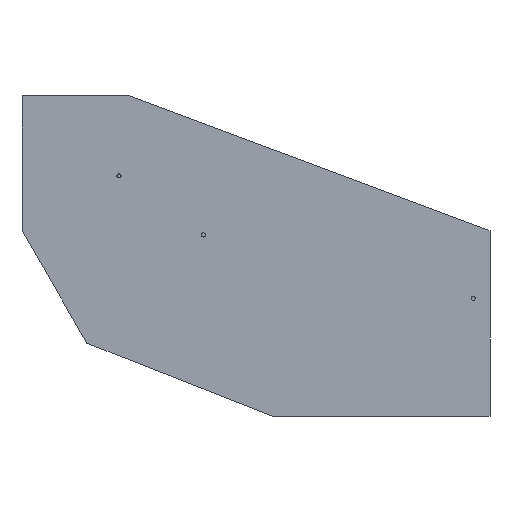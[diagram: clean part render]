
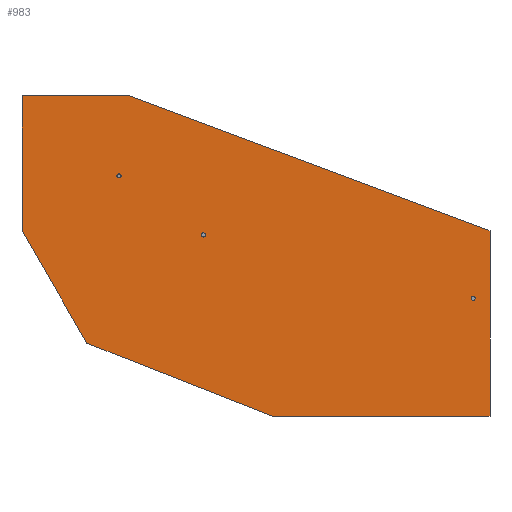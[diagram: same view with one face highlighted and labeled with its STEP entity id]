
A CAD part, front view. The second image highlights one B-rep face of the part: STEP entity #983.
In plain terms, the highlighted planar face has unit normal (0, -1, 0).
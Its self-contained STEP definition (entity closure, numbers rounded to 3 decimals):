
#34=FACE_BOUND('',#331,.T.);
#35=FACE_BOUND('',#332,.T.);
#36=FACE_BOUND('',#333,.T.);
#97=LINE('',#1779,#163);
#105=LINE('',#1801,#171);
#108=LINE('',#1807,#174);
#111=LINE('',#1812,#177);
#112=LINE('',#1815,#178);
#114=LINE('',#1818,#180);
#118=LINE('',#1832,#184);
#163=VECTOR('',#1479,10.);
#171=VECTOR('',#1497,10.);
#174=VECTOR('',#1502,10.);
#177=VECTOR('',#1507,10.);
#178=VECTOR('',#1510,10.);
#180=VECTOR('',#1514,10.);
#184=VECTOR('',#1532,10.);
#273=FACE_OUTER_BOUND('',#330,.T.);
#330=EDGE_LOOP('',(#899,#900,#901,#902,#903,#904,#905));
#331=EDGE_LOOP('',(#906));
#332=EDGE_LOOP('',(#907));
#333=EDGE_LOOP('',(#908));
#404=CIRCLE('',#1195,2.5);
#405=CIRCLE('',#1197,2.5);
#406=CIRCLE('',#1199,2.5);
#481=VERTEX_POINT('',#1776);
#482=VERTEX_POINT('',#1778);
#491=VERTEX_POINT('',#1800);
#492=VERTEX_POINT('',#1804);
#493=VERTEX_POINT('',#1806);
#494=VERTEX_POINT('',#1810);
#495=VERTEX_POINT('',#1814);
#496=VERTEX_POINT('',#1820);
#497=VERTEX_POINT('',#1824);
#498=VERTEX_POINT('',#1828);
#609=EDGE_CURVE('',#481,#482,#97,.T.);
#620=EDGE_CURVE('',#491,#482,#105,.T.);
#623=EDGE_CURVE('',#493,#492,#108,.T.);
#626=EDGE_CURVE('',#481,#494,#111,.T.);
#627=EDGE_CURVE('',#495,#491,#112,.T.);
#629=EDGE_CURVE('',#494,#493,#114,.T.);
#630=EDGE_CURVE('',#496,#496,#404,.T.);
#632=EDGE_CURVE('',#497,#497,#405,.T.);
#634=EDGE_CURVE('',#498,#498,#406,.T.);
#636=EDGE_CURVE('',#492,#495,#118,.T.);
#899=ORIENTED_EDGE('',*,*,#609,.F.);
#900=ORIENTED_EDGE('',*,*,#626,.T.);
#901=ORIENTED_EDGE('',*,*,#629,.T.);
#902=ORIENTED_EDGE('',*,*,#623,.T.);
#903=ORIENTED_EDGE('',*,*,#636,.T.);
#904=ORIENTED_EDGE('',*,*,#627,.T.);
#905=ORIENTED_EDGE('',*,*,#620,.T.);
#906=ORIENTED_EDGE('',*,*,#630,.T.);
#907=ORIENTED_EDGE('',*,*,#632,.T.);
#908=ORIENTED_EDGE('',*,*,#634,.T.);
#929=PLANE('',#1200);
#983=ADVANCED_FACE('',(#273,#34,#35,#36),#929,.T.);
#1195=AXIS2_PLACEMENT_3D('',#1821,#1517,#1518);
#1197=AXIS2_PLACEMENT_3D('',#1825,#1522,#1523);
#1199=AXIS2_PLACEMENT_3D('',#1829,#1527,#1528);
#1200=AXIS2_PLACEMENT_3D('',#1831,#1530,#1531);
#1479=DIRECTION('',(-0.931,0.,0.366));
#1497=DIRECTION('',(0.5,0.,-0.866));
#1502=DIRECTION('',(-0.937,0.,0.351));
#1507=DIRECTION('',(1.,0.,0.));
#1510=DIRECTION('',(0.,0.,-1.));
#1514=DIRECTION('',(0.,0.,1.));
#1517=DIRECTION('center_axis',(0.,1.,0.));
#1518=DIRECTION('ref_axis',(-1.,0.,0.));
#1522=DIRECTION('center_axis',(0.,1.,0.));
#1523=DIRECTION('ref_axis',(-1.,0.,0.));
#1527=DIRECTION('center_axis',(0.,1.,0.));
#1528=DIRECTION('ref_axis',(-1.,0.,0.));
#1530=DIRECTION('center_axis',(0.,-1.,0.));
#1531=DIRECTION('ref_axis',(0.,0.,-1.));
#1532=DIRECTION('',(-1.,0.,0.));
#1776=CARTESIAN_POINT('',(19.517,-2.5,-100.));
#1778=CARTESIAN_POINT('',(-200.483,-2.5,-13.397));
#1779=CARTESIAN_POINT('',(-60.974,-2.5,-68.315));
#1800=CARTESIAN_POINT('',(-277.5,-2.5,120.));
#1801=CARTESIAN_POINT('',(-216.832,-2.5,14.919));
#1804=CARTESIAN_POINT('',(-150.,-2.5,280.));
#1806=CARTESIAN_POINT('',(277.5,-2.5,120.));
#1807=CARTESIAN_POINT('',(175.495,-2.5,158.177));
#1810=CARTESIAN_POINT('',(277.5,-2.5,-100.));
#1812=CARTESIAN_POINT('',(-75.241,-2.5,-100.));
#1814=CARTESIAN_POINT('',(-277.5,-2.5,280.));
#1815=CARTESIAN_POINT('',(-277.5,-2.5,280.));
#1818=CARTESIAN_POINT('',(277.5,-2.5,-280.));
#1820=CARTESIAN_POINT('',(-160.,-2.5,185.));
#1821=CARTESIAN_POINT('Origin',(-162.5,-2.5,185.));
#1824=CARTESIAN_POINT('',(-60.,-2.5,115.));
#1825=CARTESIAN_POINT('Origin',(-62.5,-2.5,115.));
#1828=CARTESIAN_POINT('',(260.,-2.5,40.));
#1829=CARTESIAN_POINT('Origin',(257.5,-2.5,40.));
#1831=CARTESIAN_POINT('Origin',(0.,-2.5,0.));
#1832=CARTESIAN_POINT('',(277.5,-2.5,280.));
